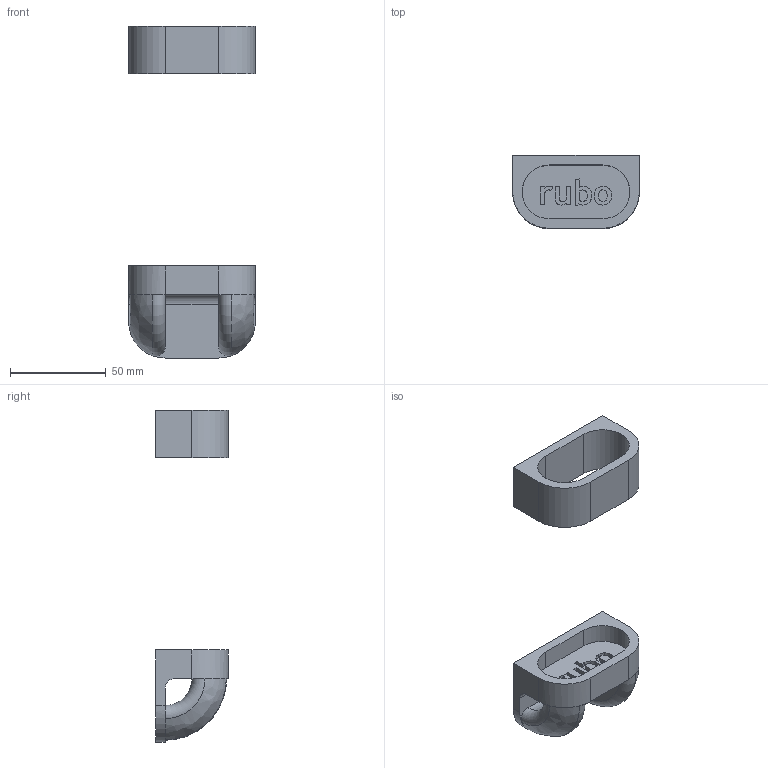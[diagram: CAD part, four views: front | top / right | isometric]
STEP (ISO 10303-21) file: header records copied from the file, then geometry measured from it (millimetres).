
FILE_DESCRIPTION(/* description */ (''),/* implementation_level */ '2;1');
FILE_NAME(/* name */ 'Fishing pole holder v4.step',/* time_stamp */ '2024-07-09T20:11:15+02:00',/* author */ (''),/* organization */ (''),/* preprocessor_version */ 'ST-DEVELOPER v20',/* originating_system */ 'Autodesk Translation Framework v13.14.0.145',/* authorisation */ '');
FILE_SCHEMA (('AUTOMOTIVE_DESIGN { 1 0 10303 214 3 1 1 }'));
Length unit declared in the file: millimetre
Products named in the file (3): Fishing pole holder; Top_opening; Seat
Assembly tree (2 placements, depth 2):
  Fishing pole holder
    Top_opening
    Seat
Bounding box: 66 x 38 x 173 mm (x, y, z)
Volume: 73294.5 mm3; surface area: 26935.5 mm2
Topology: 2 solids, 2 shells, 104 faces, 283 edges, 186 vertices
Faces by surface type: plane 47, bspline 38, cylinder 13, torus 6
Entity records: 3729 total; most frequent: CARTESIAN_POINT 1206, ORIENTED_EDGE 566, DIRECTION 407, EDGE_CURVE 283, VERTEX_POINT 186, LINE 157, VECTOR 157, AXIS2_PLACEMENT_3D 125
